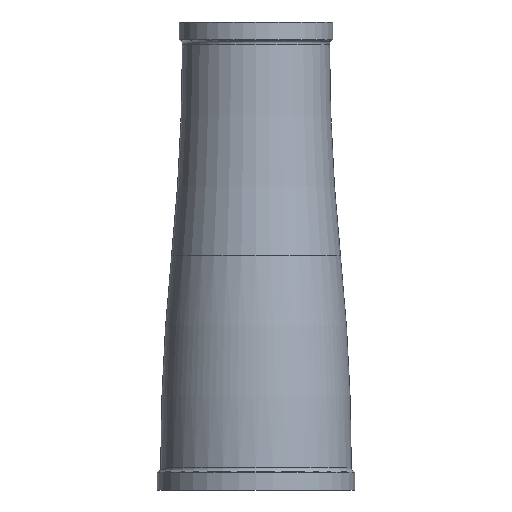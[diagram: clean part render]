
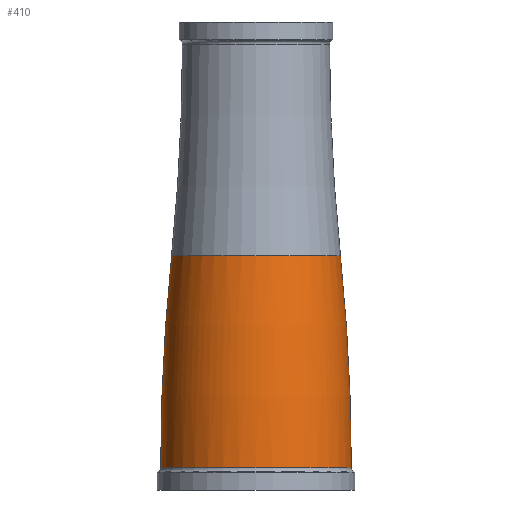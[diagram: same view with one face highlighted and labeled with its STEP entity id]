
A CAD part, left-side view. The second image highlights one B-rep face of the part: STEP entity #410.
In plain terms, the highlighted toroidal (fillet/blend) face has major radius 495.974 mm and minor radius 519.574 mm.
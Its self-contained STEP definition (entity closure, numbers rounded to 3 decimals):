
#29 = VERTEX_POINT ( 'NONE', #283 ) ;
#34 = DIRECTION ( 'NONE',  ( 0., 1., 0. ) ) ;
#66 = CIRCLE ( 'NONE', #674, 519.574 ) ;
#76 = ORIENTED_EDGE ( 'NONE', *, *, #360, .F. ) ;
#161 = CIRCLE ( 'NONE', #774, 23.6 ) ;
#183 = CIRCLE ( 'NONE', #779, 20.9 ) ;
#185 = VERTEX_POINT ( 'NONE', #705 ) ;
#205 = DIRECTION ( 'NONE',  ( 0., 1., 0. ) ) ;
#283 = CARTESIAN_POINT ( 'NONE',  ( 0., 20.9, 0. ) ) ;
#360 = EDGE_CURVE ( 'NONE', #868, #552, #161, .T. ) ;
#390 = FACE_OUTER_BOUND ( 'NONE', #736, .T. ) ;
#410 = ADVANCED_FACE ( 'NONE', ( #390 ), #829, .T. ) ;
#460 = CARTESIAN_POINT ( 'NONE',  ( 0., 23.6, -52.401 ) ) ;
#461 = CARTESIAN_POINT ( 'NONE',  ( 0., 0., -52.401 ) ) ;
#508 = DIRECTION ( 'NONE',  ( 0., 0., 1. ) ) ;
#524 = CARTESIAN_POINT ( 'NONE',  ( 0., -23.6, -52.401 ) ) ;
#552 = VERTEX_POINT ( 'NONE', #460 ) ;
#556 = DIRECTION ( 'NONE',  ( 0., 0., -1. ) ) ;
#565 = CARTESIAN_POINT ( 'NONE',  ( 0., 0., 0. ) ) ;
#592 = ORIENTED_EDGE ( 'NONE', *, *, #1079, .F. ) ;
#626 = DIRECTION ( 'NONE',  ( 1., 0., 0. ) ) ;
#650 = AXIS2_PLACEMENT_3D ( 'NONE', #959, #796, #728 ) ;
#674 = AXIS2_PLACEMENT_3D ( 'NONE', #916, #1071, #508 ) ;
#705 = CARTESIAN_POINT ( 'NONE',  ( 0., -20.9, 0. ) ) ;
#719 = ORIENTED_EDGE ( 'NONE', *, *, #780, .T. ) ;
#720 = CARTESIAN_POINT ( 'NONE',  ( 0., 495.974, -52.9 ) ) ;
#728 = DIRECTION ( 'NONE',  ( 0., 1., 0. ) ) ;
#736 = EDGE_LOOP ( 'NONE', ( #592, #890, #719, #76 ) ) ;
#760 = CIRCLE ( 'NONE', #1073, 519.574 ) ;
#774 = AXIS2_PLACEMENT_3D ( 'NONE', #461, #788, #34 ) ;
#779 = AXIS2_PLACEMENT_3D ( 'NONE', #565, #556, #205 ) ;
#780 = EDGE_CURVE ( 'NONE', #29, #552, #66, .T. ) ;
#788 = DIRECTION ( 'NONE',  ( 0., 0., -1. ) ) ;
#796 = DIRECTION ( 'NONE',  ( 0., 0., -1. ) ) ;
#829 = TOROIDAL_SURFACE ( 'NONE', #650, -495.974, 519.574 ) ;
#868 = VERTEX_POINT ( 'NONE', #524 ) ;
#890 = ORIENTED_EDGE ( 'NONE', *, *, #987, .T. ) ;
#916 = CARTESIAN_POINT ( 'NONE',  ( 0., -495.974, -52.9 ) ) ;
#954 = DIRECTION ( 'NONE',  ( 0., 1., 0. ) ) ;
#959 = CARTESIAN_POINT ( 'NONE',  ( 0., 0., -52.9 ) ) ;
#987 = EDGE_CURVE ( 'NONE', #185, #29, #183, .T. ) ;
#1071 = DIRECTION ( 'NONE',  ( -1., 0., 0. ) ) ;
#1073 = AXIS2_PLACEMENT_3D ( 'NONE', #720, #626, #954 ) ;
#1079 = EDGE_CURVE ( 'NONE', #185, #868, #760, .T. ) ;
